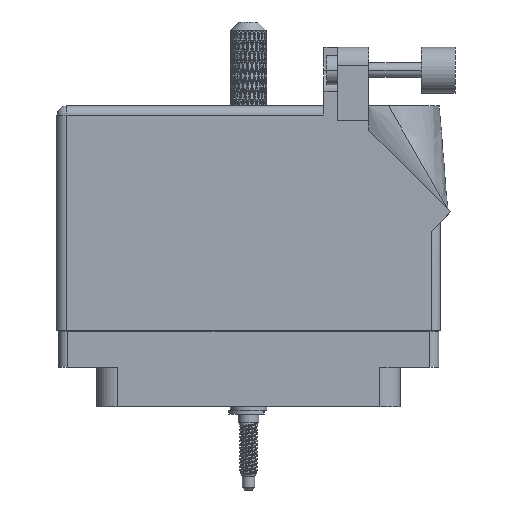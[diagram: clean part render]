
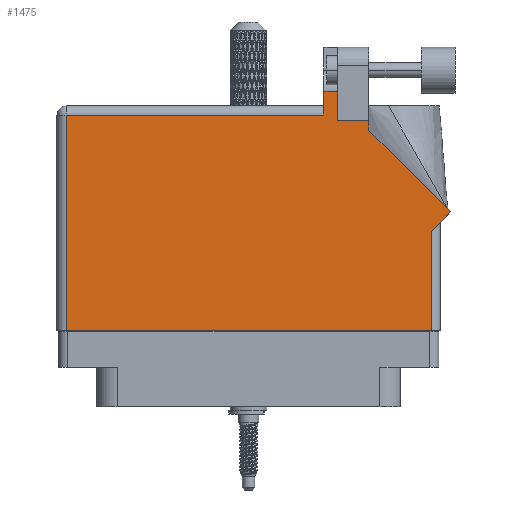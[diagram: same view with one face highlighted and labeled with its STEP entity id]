
A CAD part, front view. The second image highlights one B-rep face of the part: STEP entity #1475.
In plain terms, the highlighted face is planar.
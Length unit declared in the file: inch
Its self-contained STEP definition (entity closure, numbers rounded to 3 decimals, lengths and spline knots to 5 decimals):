
#1475 = ADVANCED_FACE ( 'NONE', ( #104611 ), #59840, .F. ) ;
#1681 = LINE ( 'NONE', #20208, #55655 ) ;
#3814 = VERTEX_POINT ( 'NONE', #116586 ) ;
#4453 = LINE ( 'NONE', #31955, #96563 ) ;
#4636 = VERTEX_POINT ( 'NONE', #117918 ) ;
#5650 = EDGE_CURVE ( 'NONE', #24895, #54776, #89818, .T. ) ;
#8569 = DIRECTION ( 'NONE',  ( -1., 0., 0. ) ) ;
#10662 = CARTESIAN_POINT ( 'NONE',  ( -1.244, 1.368, 0.455 ) ) ;
#13762 = EDGE_CURVE ( 'NONE', #70509, #98399, #28244, .T. ) ;
#15807 = DIRECTION ( 'NONE',  ( 0., 1., 0. ) ) ;
#15965 = EDGE_CURVE ( 'NONE', #54776, #4636, #4453, .T. ) ;
#17379 = DIRECTION ( 'NONE',  ( -1., 0., 0. ) ) ;
#17718 = EDGE_CURVE ( 'NONE', #102586, #65151, #110983, .T. ) ;
#18308 = DIRECTION ( 'NONE',  ( 0., 1., 0. ) ) ;
#19753 = VECTOR ( 'NONE', #41143, 39.37008 ) ;
#20208 = CARTESIAN_POINT ( 'NONE',  ( -1.306, 1.368, 0.455 ) ) ;
#24219 = DIRECTION ( 'NONE',  ( 0., -1., 0. ) ) ;
#24238 = CARTESIAN_POINT ( 'NONE',  ( 0.513, 1.5315, 0.455 ) ) ;
#24612 = DIRECTION ( 'NONE',  ( 0., 1., 0. ) ) ;
#24895 = VERTEX_POINT ( 'NONE', #82966 ) ;
#25096 = VECTOR ( 'NONE', #89969, 39.37008 ) ;
#28244 = LINE ( 'NONE', #64651, #105271 ) ;
#29170 = DIRECTION ( 'NONE',  ( -1., 0., 0. ) ) ;
#30526 = EDGE_LOOP ( 'NONE', ( #89390, #51509, #58305, #38555, #108953, #112045, #58108, #105431, #36862, #109353, #77130 ) ) ;
#31955 = CARTESIAN_POINT ( 'NONE',  ( 0.513, 1.43, 0.455 ) ) ;
#32319 = CARTESIAN_POINT ( 'NONE',  ( -1.244, -0.1, 0.455 ) ) ;
#35027 = LINE ( 'NONE', #72614, #25096 ) ;
#35274 = VECTOR ( 'NONE', #18308, 39.37008 ) ;
#35667 = CARTESIAN_POINT ( 'NONE',  ( 0.82, 1.26442, 0.455 ) ) ;
#35751 = EDGE_CURVE ( 'NONE', #65151, #73060, #61009, .T. ) ;
#36862 = ORIENTED_EDGE ( 'NONE', *, *, #13762, .T. ) ;
#38555 = ORIENTED_EDGE ( 'NONE', *, *, #115860, .T. ) ;
#39090 = EDGE_CURVE ( 'NONE', #69270, #24895, #54449, .T. ) ;
#40846 = VECTOR ( 'NONE', #8569, 39.37008 ) ;
#41143 = DIRECTION ( 'NONE',  ( -1., 0., 0. ) ) ;
#41713 = LINE ( 'NONE', #115121, #19753 ) ;
#42673 = LINE ( 'NONE', #115505, #110738 ) ;
#43814 = CARTESIAN_POINT ( 'NONE',  ( 0.93777, 1.5315, 0.455 ) ) ;
#45447 = CARTESIAN_POINT ( 'NONE',  ( -1.306, 1.43, 0.455 ) ) ;
#48333 = AXIS2_PLACEMENT_3D ( 'NONE', #45447, #89658, #17379 ) ;
#51444 = DIRECTION ( 'NONE',  ( 1., 0., 0. ) ) ;
#51509 = ORIENTED_EDGE ( 'NONE', *, *, #5650, .T. ) ;
#52415 = EDGE_CURVE ( 'NONE', #98399, #109989, #101257, .T. ) ;
#54449 = LINE ( 'NONE', #89113, #98890 ) ;
#54776 = VERTEX_POINT ( 'NONE', #24238 ) ;
#55647 = VECTOR ( 'NONE', #51444, 39.37008 ) ;
#55655 = VECTOR ( 'NONE', #29170, 39.37008 ) ;
#57484 = DIRECTION ( 'NONE',  ( -0.707, 0.707, 0. ) ) ;
#58108 = ORIENTED_EDGE ( 'NONE', *, *, #67004, .T. ) ;
#58305 = ORIENTED_EDGE ( 'NONE', *, *, #15965, .T. ) ;
#59840 = PLANE ( 'NONE',  #48333 ) ;
#61009 = LINE ( 'NONE', #115912, #55647 ) ;
#61035 = CARTESIAN_POINT ( 'NONE',  ( 1.244, -0.1, 0.455 ) ) ;
#64575 = VECTOR ( 'NONE', #24219, 39.37008 ) ;
#64651 = CARTESIAN_POINT ( 'NONE',  ( 1.37671, 0.70771, 0.455 ) ) ;
#65151 = VERTEX_POINT ( 'NONE', #32319 ) ;
#67004 = EDGE_CURVE ( 'NONE', #73060, #3814, #42673, .T. ) ;
#68140 = CARTESIAN_POINT ( 'NONE',  ( 0.607, 1.33, 0.455 ) ) ;
#68583 = EDGE_CURVE ( 'NONE', #3814, #70509, #35027, .T. ) ;
#68935 = DIRECTION ( 'NONE',  ( 0., -1., 0. ) ) ;
#69270 = VERTEX_POINT ( 'NONE', #68140 ) ;
#70509 = VERTEX_POINT ( 'NONE', #112213 ) ;
#72614 = CARTESIAN_POINT ( 'NONE',  ( 1.306, 0.637, 0.455 ) ) ;
#73060 = VERTEX_POINT ( 'NONE', #61035 ) ;
#77130 = ORIENTED_EDGE ( 'NONE', *, *, #88757, .T. ) ;
#82966 = CARTESIAN_POINT ( 'NONE',  ( 0.607, 1.5315, 0.455 ) ) ;
#88757 = EDGE_CURVE ( 'NONE', #109989, #69270, #41713, .T. ) ;
#89113 = CARTESIAN_POINT ( 'NONE',  ( 0.607, 1.33, 0.455 ) ) ;
#89390 = ORIENTED_EDGE ( 'NONE', *, *, #39090, .T. ) ;
#89658 = DIRECTION ( 'NONE',  ( 0., 0., -1. ) ) ;
#89818 = LINE ( 'NONE', #43814, #40846 ) ;
#89969 = DIRECTION ( 'NONE',  ( 0.707, 0.707, 0. ) ) ;
#91744 = CARTESIAN_POINT ( 'NONE',  ( 0.82, 1.26442, 0.455 ) ) ;
#96563 = VECTOR ( 'NONE', #68935, 39.37008 ) ;
#98399 = VERTEX_POINT ( 'NONE', #35667 ) ;
#98890 = VECTOR ( 'NONE', #24612, 39.37008 ) ;
#101257 = LINE ( 'NONE', #91744, #35274 ) ;
#102586 = VERTEX_POINT ( 'NONE', #10662 ) ;
#104611 = FACE_OUTER_BOUND ( 'NONE', #30526, .T. ) ;
#105271 = VECTOR ( 'NONE', #57484, 39.37008 ) ;
#105431 = ORIENTED_EDGE ( 'NONE', *, *, #68583, .T. ) ;
#108321 = CARTESIAN_POINT ( 'NONE',  ( 0.82, 1.33, 0.455 ) ) ;
#108953 = ORIENTED_EDGE ( 'NONE', *, *, #17718, .T. ) ;
#109353 = ORIENTED_EDGE ( 'NONE', *, *, #52415, .T. ) ;
#109989 = VERTEX_POINT ( 'NONE', #108321 ) ;
#110738 = VECTOR ( 'NONE', #15807, 39.37008 ) ;
#110983 = LINE ( 'NONE', #114927, #64575 ) ;
#112045 = ORIENTED_EDGE ( 'NONE', *, *, #35751, .T. ) ;
#112213 = CARTESIAN_POINT ( 'NONE',  ( 1.37671, 0.70771, 0.455 ) ) ;
#114927 = CARTESIAN_POINT ( 'NONE',  ( -1.244, -0.1, 0.455 ) ) ;
#115121 = CARTESIAN_POINT ( 'NONE',  ( 0.82, 1.33, 0.455 ) ) ;
#115505 = CARTESIAN_POINT ( 'NONE',  ( 1.244, 0.637, 0.455 ) ) ;
#115860 = EDGE_CURVE ( 'NONE', #4636, #102586, #1681, .T. ) ;
#115912 = CARTESIAN_POINT ( 'NONE',  ( -1.306, -0.1, 0.455 ) ) ;
#116586 = CARTESIAN_POINT ( 'NONE',  ( 1.244, 0.575, 0.455 ) ) ;
#117918 = CARTESIAN_POINT ( 'NONE',  ( 0.513, 1.368, 0.455 ) ) ;
